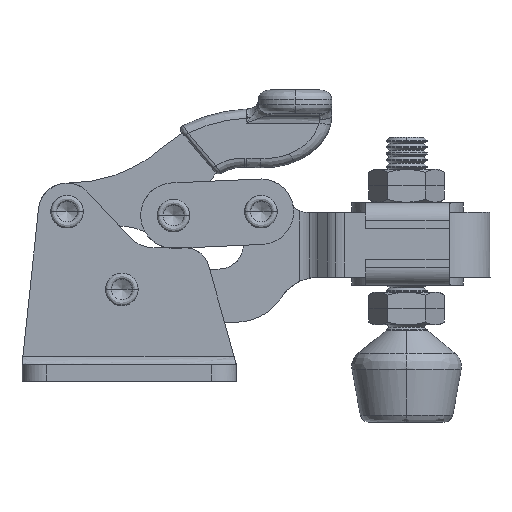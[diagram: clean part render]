
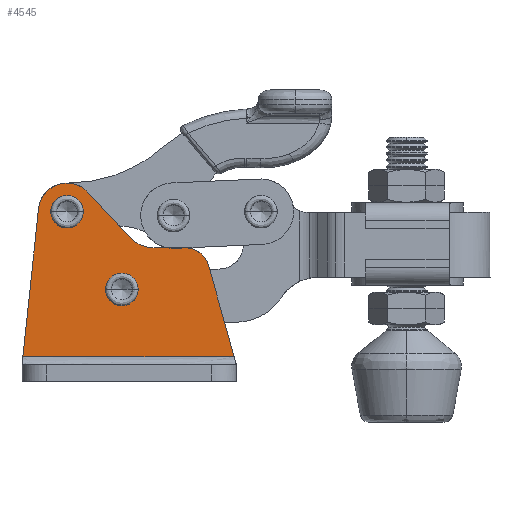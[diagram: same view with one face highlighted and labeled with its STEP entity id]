
A CAD part, left-side view. The second image highlights one B-rep face of the part: STEP entity #4545.
In plain terms, the highlighted planar face has unit normal (-1, 0, 0).
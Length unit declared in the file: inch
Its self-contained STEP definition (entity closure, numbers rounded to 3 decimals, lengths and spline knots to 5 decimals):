
#4545=ADVANCED_FACE('',(#13255,#13256,#13257),#13258,.T.);
#4754=VERTEX_POINT('',#13482);
#5060=VERTEX_POINT('',#13806);
#5570=EDGE_CURVE('',#8071,#9425,#14364,.T.);
#5737=EDGE_CURVE('',#12537,#5060,#14548,.T.);
#6355=EDGE_CURVE('',#7118,#7893,#15213,.T.);
#6563=EDGE_CURVE('',#7654,#8861,#15438,.T.);
#7041=EDGE_CURVE('',#4754,#7118,#15952,.T.);
#7118=VERTEX_POINT('',#16036);
#7654=VERTEX_POINT('',#16616);
#7893=VERTEX_POINT('',#16868);
#8071=VERTEX_POINT('',#17068);
#8527=EDGE_CURVE('',#11500,#10977,#17555,.T.);
#8665=EDGE_CURVE('',#4754,#8071,#17701,.T.);
#8753=EDGE_CURVE('',#10977,#11500,#17796,.T.);
#8861=VERTEX_POINT('',#17914);
#9134=EDGE_CURVE('',#8861,#7654,#18206,.T.);
#9425=VERTEX_POINT('',#18523);
#9562=EDGE_CURVE('',#11896,#12537,#18667,.T.);
#9642=EDGE_CURVE('',#9425,#5060,#18752,.T.);
#10152=EDGE_CURVE('',#7893,#11896,#19296,.T.);
#10977=VERTEX_POINT('',#20183);
#11500=VERTEX_POINT('',#20743);
#11896=VERTEX_POINT('',#21167);
#12537=VERTEX_POINT('',#21867);
#13255=FACE_OUTER_BOUND('',#23246,.T.);
#13256=FACE_BOUND('',#23247,.T.);
#13257=FACE_BOUND('',#23248,.T.);
#13258=PLANE('',#23249);
#13482=CARTESIAN_POINT('',(-0.15748,-0.07951,0.82947));
#13806=CARTESIAN_POINT('',(-0.15748,-0.89815,0.55544));
#14364=B_SPLINE_CURVE_WITH_KNOTS('',1,(#26346,#26347),.UNSPECIFIED.,.F.,.F.,(2,2),(0.00011,0.02592),.UNSPECIFIED.);
#14548=(B_SPLINE_CURVE(3,(#26927,#26928,#26929,#26930),.UNSPECIFIED.,.F.,.F.)B_SPLINE_CURVE_WITH_KNOTS((4,4),(-1.5708,-0.27275),.UNSPECIFIED.)RATIONAL_B_SPLINE_CURVE((1.0,0.864,0.864,1.0))BOUNDED_CURVE()REPRESENTATION_ITEM('')GEOMETRIC_REPRESENTATION_ITEM()CURVE());
#15213=LINE('',#29257,#29258);
#15438=(B_SPLINE_CURVE(3,(#29854,#29855,#29856,#29857),.UNSPECIFIED.,.F.,.F.)B_SPLINE_CURVE_WITH_KNOTS((4,4),(3.14159,6.28319),.UNSPECIFIED.)RATIONAL_B_SPLINE_CURVE((1.0,0.333,0.333,1.0))BOUNDED_CURVE()REPRESENTATION_ITEM('')GEOMETRIC_REPRESENTATION_ITEM()CURVE());
#15952=(B_SPLINE_CURVE(3,(#31394,#31395,#31396,#31397),.UNSPECIFIED.,.F.,.F.)B_SPLINE_CURVE_WITH_KNOTS((4,4),(-3.03608,-0.75138),.UNSPECIFIED.)RATIONAL_B_SPLINE_CURVE((1.0,0.61,0.61,1.0))BOUNDED_CURVE()REPRESENTATION_ITEM('')GEOMETRIC_REPRESENTATION_ITEM()CURVE());
#16036=CARTESIAN_POINT('',(-0.15748,-0.31723,0.90903));
#16616=CARTESIAN_POINT('',(-0.15748,-0.41929,0.44094));
#16868=CARTESIAN_POINT('',(-0.15748,-0.52024,0.69171));
#17068=CARTESIAN_POINT('',(-0.15748,-0.00417,0.11811));
#17555=(B_SPLINE_CURVE(3,(#36347,#36348,#36349,#36350),.UNSPECIFIED.,.F.,.F.)B_SPLINE_CURVE_WITH_KNOTS((4,4),(3.14159,6.28319),.UNSPECIFIED.)RATIONAL_B_SPLINE_CURVE((1.0,0.333,0.333,1.0))BOUNDED_CURVE()REPRESENTATION_ITEM('')GEOMETRIC_REPRESENTATION_ITEM()CURVE());
#17701=LINE('',#36853,#36854);
#17796=(B_SPLINE_CURVE(3,(#37107,#37108,#37109,#37110),.UNSPECIFIED.,.F.,.F.)B_SPLINE_CURVE_WITH_KNOTS((4,4),(0.0,3.14159),.UNSPECIFIED.)RATIONAL_B_SPLINE_CURVE((1.0,0.333,0.333,1.0))BOUNDED_CURVE()REPRESENTATION_ITEM('')GEOMETRIC_REPRESENTATION_ITEM()CURVE());
#17914=CARTESIAN_POINT('',(-0.15748,-0.54134,0.44094));
#18206=(B_SPLINE_CURVE(3,(#39740,#39741,#39742,#39743),.UNSPECIFIED.,.F.,.F.)B_SPLINE_CURVE_WITH_KNOTS((4,4),(0.0,3.14159),.UNSPECIFIED.)RATIONAL_B_SPLINE_CURVE((1.0,0.333,0.333,1.0))BOUNDED_CURVE()REPRESENTATION_ITEM('')GEOMETRIC_REPRESENTATION_ITEM()CURVE());
#18523=CARTESIAN_POINT('',(-0.15748,-1.02048,0.11811));
#18667=LINE('',#41067,#41068);
#18752=LINE('',#41291,#41292);
#19296=(B_SPLINE_CURVE(3,(#43457,#43458,#43459,#43460),.UNSPECIFIED.,.F.,.F.)B_SPLINE_CURVE_WITH_KNOTS((4,4),(3.89297,4.71239),.UNSPECIFIED.)RATIONAL_B_SPLINE_CURVE((1.0,0.945,0.945,1.0))BOUNDED_CURVE()REPRESENTATION_ITEM('')GEOMETRIC_REPRESENTATION_ITEM()CURVE());
#20183=CARTESIAN_POINT('',(-0.15748,-0.27756,0.81496));
#20743=CARTESIAN_POINT('',(-0.15748,-0.15551,0.81496));
#21167=CARTESIAN_POINT('',(-0.15748,-0.63532,0.64173));
#21867=CARTESIAN_POINT('',(-0.15748,-0.78441,0.64173));
#23246=EDGE_LOOP('',(#55718,#55719,#55720,#55721,#55722,#55723,#55724,#55725));
#23247=EDGE_LOOP('',(#55726,#55727));
#23248=EDGE_LOOP('',(#55728,#55729));
#23249=AXIS2_PLACEMENT_3D('',#55730,#55731,#55732);
#26346=CARTESIAN_POINT('',(-0.15748,-0.00417,0.11811));
#26347=CARTESIAN_POINT('',(-0.15748,-1.02048,0.11811));
#26927=CARTESIAN_POINT('',(-0.15748,-0.78441,0.64173));
#26928=CARTESIAN_POINT('',(-0.15748,-0.83946,0.64173));
#26929=CARTESIAN_POINT('',(-0.15748,-0.88332,0.60846));
#26930=CARTESIAN_POINT('',(-0.15748,-0.89815,0.55544));
#29257=CARTESIAN_POINT('',(-0.15748,-0.47035,0.74511));
#29258=VECTOR('',#57625,1.0);
#29854=CARTESIAN_POINT('',(-0.15748,-0.41929,0.44094));
#29855=CARTESIAN_POINT('',(-0.15748,-0.41929,0.3189));
#29856=CARTESIAN_POINT('',(-0.15748,-0.54134,0.3189));
#29857=CARTESIAN_POINT('',(-0.15748,-0.54134,0.44094));
#31394=CARTESIAN_POINT('',(-0.15748,-0.07951,0.82947));
#31395=CARTESIAN_POINT('',(-0.15748,-0.09393,0.96563));
#31396=CARTESIAN_POINT('',(-0.15748,-0.22376,1.00908));
#31397=CARTESIAN_POINT('',(-0.15748,-0.31723,0.90903));
#36347=CARTESIAN_POINT('',(-0.15748,-0.15551,0.81496));
#36348=CARTESIAN_POINT('',(-0.15748,-0.15551,0.69291));
#36349=CARTESIAN_POINT('',(-0.15748,-0.27756,0.69291));
#36350=CARTESIAN_POINT('',(-0.15748,-0.27756,0.81496));
#36853=CARTESIAN_POINT('',(-0.15748,-0.05172,0.56713));
#36854=VECTOR('',#59946,1.0);
#37107=CARTESIAN_POINT('',(-0.15748,-0.27756,0.81496));
#37108=CARTESIAN_POINT('',(-0.15748,-0.27756,0.93701));
#37109=CARTESIAN_POINT('',(-0.15748,-0.15551,0.93701));
#37110=CARTESIAN_POINT('',(-0.15748,-0.15551,0.81496));
#39740=CARTESIAN_POINT('',(-0.15748,-0.54134,0.44094));
#39741=CARTESIAN_POINT('',(-0.15748,-0.54134,0.56299));
#39742=CARTESIAN_POINT('',(-0.15748,-0.41929,0.56299));
#39743=CARTESIAN_POINT('',(-0.15748,-0.41929,0.44094));
#41067=CARTESIAN_POINT('',(-0.15748,-0.83095,0.64173));
#41068=VECTOR('',#60867,1.0);
#41291=CARTESIAN_POINT('',(-0.15748,-0.85063,0.72535));
#41292=VECTOR('',#60935,1.0);
#43457=CARTESIAN_POINT('',(-0.15748,-0.52024,0.69171));
#43458=CARTESIAN_POINT('',(-0.15748,-0.55046,0.65936));
#43459=CARTESIAN_POINT('',(-0.15748,-0.59106,0.64173));
#43460=CARTESIAN_POINT('',(-0.15748,-0.63532,0.64173));
#55718=ORIENTED_EDGE('',*,*,#9642,.T.);
#55719=ORIENTED_EDGE('',*,*,#5737,.F.);
#55720=ORIENTED_EDGE('',*,*,#9562,.F.);
#55721=ORIENTED_EDGE('',*,*,#10152,.F.);
#55722=ORIENTED_EDGE('',*,*,#6355,.F.);
#55723=ORIENTED_EDGE('',*,*,#7041,.F.);
#55724=ORIENTED_EDGE('',*,*,#8665,.T.);
#55725=ORIENTED_EDGE('',*,*,#5570,.T.);
#55726=ORIENTED_EDGE('',*,*,#9134,.F.);
#55727=ORIENTED_EDGE('',*,*,#6563,.F.);
#55728=ORIENTED_EDGE('',*,*,#8753,.F.);
#55729=ORIENTED_EDGE('',*,*,#8527,.F.);
#55730=CARTESIAN_POINT('',(-0.15748,-1.02658,0.95776));
#55731=DIRECTION('',(-1.0,0.,0.));
#55732=DIRECTION('',(0.,1.0,0.0));
#57625=DIRECTION('',(0.,-0.683,-0.731));
#59946=DIRECTION('',(0.,0.105,-0.994));
#60867=DIRECTION('',(0.,-1.0,0.0));
#60935=DIRECTION('',(0.,0.269,0.963));
